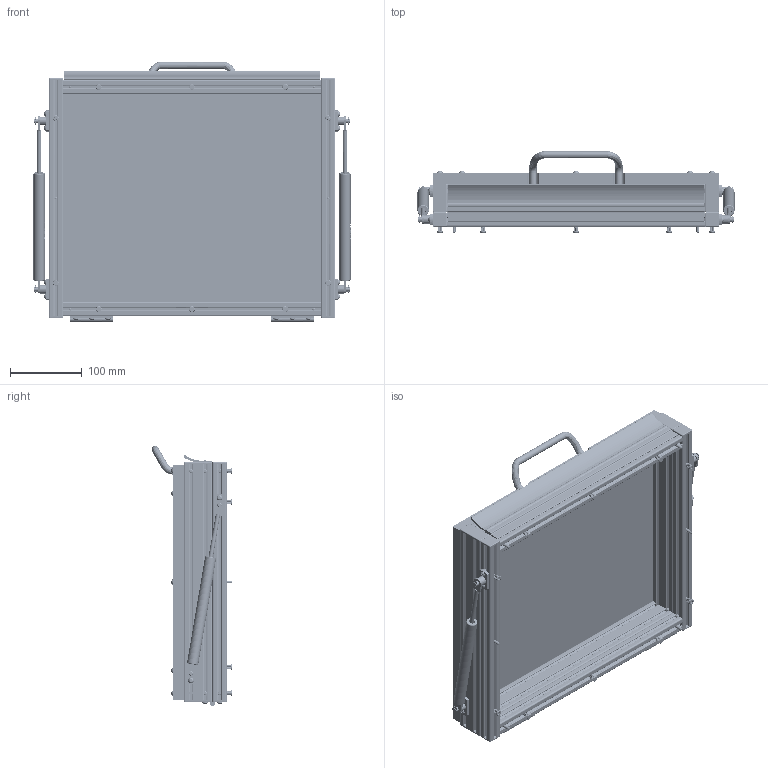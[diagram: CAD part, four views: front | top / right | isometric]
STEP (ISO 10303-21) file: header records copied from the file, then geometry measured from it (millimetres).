
FILE_DESCRIPTION (( 'STEP AP214' ), '1' );
FILE_NAME ('INGUN_32247.STEP', '2024-10-07T13:26:04', ( '' ), ( '' ), 'SwSTEP 2.0', 'SolidWorks 2021', '' );
FILE_SCHEMA (( 'AUTOMOTIVE_DESIGN' ));
Length unit declared in the file: millimetre
Products named in the file (42): DIN_6799_-_A2~n_d 5; 3381~0; 9289~0; DIN912~n_M05,0x040; 2501~0_flexibel<Standard>; Gewindebuchse~n_M04-07,5 geschlossen; DIN125~n_04,3 M04,0; 32228~2; 13372~1; INGUN_32247; 32233~0; DIN912~n_M04,0x020; 32234~1_S; Stift_zu_Scharnier_13372~0; 13373~0; 2501_1~0; 32227~1; DIN912~n_M05,0x020; 25285~2; 8577~1; ISO7380~n_M05,0x008; 9289-1~0; 32230~4; Scharnier~0_Teil1; 12849~0; ISO7380~n_M04,0x008; ISO7380~n_M04,0x020; 9289-2~0; Gewindebuchse~n_M05-08,0 offen; 3376~0; 35151~0_S; DIN6325~n_04,0m6x020; DIN6325~n_04,0m6x030; Scharnier~0_Teil2; ISO7380~n_M04,0x010; 32229~0; 9523~0; 31443~1; 2501_2~0; 15331~0 ...
Assembly tree (144 placements, depth 5):
  INGUN_32247
    32230~4
      32233~0
      32232~1  x2
      32229~0
      32228~2  x2
      32227~1  x2
      12849~0  x2
        13372~1
          Scharnier~0_Teil1
          Scharnier~0_Teil2
          Stift_zu_Scharnier_13372~0
        DIN125~n_04,3 M04,0
        ISO7380~n_M04,0x008
        13373~0
      8577~1
      25285~2  x4
      32234~1_S
        31443~1
      2501~0_flexibel<Standard>
        2501_1~0
        2501_2~0
      2501~0_flexibel<Standard>
        2501_1~0
        2501_2~0
      3381~0  x8
      35151~0_S
      DIN_6799_-_A2~n_d 5  x4
      3376~0  x4
      9523~0  x4
      9289~0  x10
        9289-1~0
        9289-2~0
      DIN912~n_M05,0x040  x2
      ISO7380~n_M04,0x010  x8
      ISO7380~n_M05,0x008  x2
    15331~0
    ISO7380~n_M04,0x020  x12
    3381~0  x12
    DIN6325~n_04,0m6x030  x2
    DIN912~n_M05,0x020  x4
    Gewindebuchse~n_M05-08,0 offen  x4
    DIN912~n_M04,0x020  x6
    Gewindebuchse~n_M04-07,5 geschlossen  x6
    DIN6325~n_04,0m6x020  x6
Bounding box: 442.5 x 113 x 363.1 mm (x, y, z)
Volume: 2877538.9 mm3; surface area: 1108683.9 mm2
Topology: 166 solids, 166 shells, 7258 faces, 18446 edges, 11802 vertices
Faces by surface type: plane 4183, cylinder 2381, cone 248, bspline 200, torus 174, sphere 72
Entity records: 73815 total; most frequent: CARTESIAN_POINT 21360, ORIENTED_EDGE 10552, DIRECTION 10514, EDGE_CURVE 5276, AXIS2_PLACEMENT_3D 3743, VERTEX_POINT 3428, LINE 3028, VECTOR 3028
